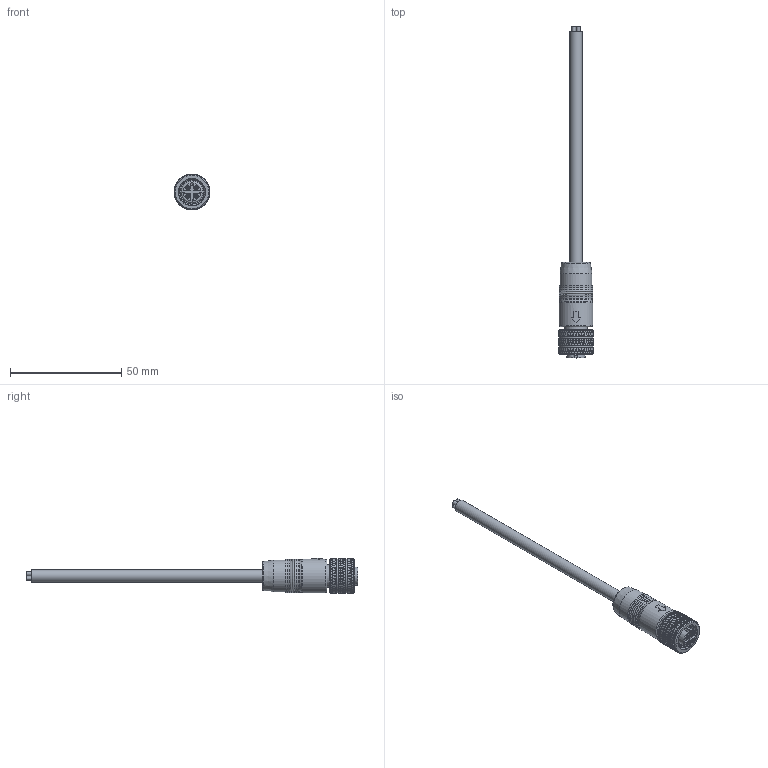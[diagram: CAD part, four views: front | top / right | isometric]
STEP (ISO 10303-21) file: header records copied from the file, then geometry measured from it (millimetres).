
FILE_DESCRIPTION(/* description */ ('Unknown'),/* implementation_level */ '2;1');
FILE_NAME(/* name */ '643662120304',/* time_stamp */ '2022-09-14T14:58:27+02:00',/* author */ ('Unknown'),/* organization */ ('Unknown'),/* preprocessor_version */ 'ST-DEVELOPER v16.7',/* originating_system */ 'Solid Edge',/* authorisation */ 'Unknown');
FILE_SCHEMA (('AUTOMOTIVE_DESIGN {1 0 10303 214 3 1 1}'));
Products named in the file (9): 643662120304; 6436xx120304_Cable_F; 643662120304_Seal; 643662120304_Body; 643662120304_O-ring; 643662120304_Screw Nut; 643662120304_Shield Shell; 643662120304_Pin; 643662120304_Housing
Assembly tree (11 placements, depth 2):
  643662120304
    6436xx120304_Cable_F
    643662120304_Seal
    643662120304_Body
    643662120304_O-ring
    643662120304_Screw Nut
    643662120304_Shield Shell
    643662120304_Pin  x4
    643662120304_Housing
Bounding box: 16 x 149.5 x 16 mm (x, y, z)
Volume: 9409 mm3; surface area: 10269.7 mm2
Topology: 11 solids, 11 shells, 2085 faces, 5588 edges, 3571 vertices
Faces by surface type: bspline 1145, cylinder 708, plane 153, cone 54, torus 25
Full cylindrical faces by diameter (mm): 0.61 x4, 1.05 x4, 1.1 x4, 1.2 x8, 1.3 x4, 1.6 x24, 1.66 x4, 1.73 x16, 1.74 x8, 2 x5, 2.2 x1, 5.5 x2, 5.7 x1, 8.05 x5, 8.55 x1, 8.9 x1, 9 x3, 9.1 x1, 9.8 x1, 10.15 x1, 10.25 x1, 10.8 x1, 10.9 x1, 11 x6, 11.8 x1, 14.4 x7, 15.1 x1, 15.2 x2
Entity records: 92423 total; most frequent: CARTESIAN_POINT 55041, ORIENTED_EDGE 10164, EDGE_CURVE 5082, B_SPLINE_CURVE_WITH_KNOTS 4082, DIRECTION 3445, VERTEX_POINT 3296, FACE_BOUND 2096, EDGE_LOOP 2093
